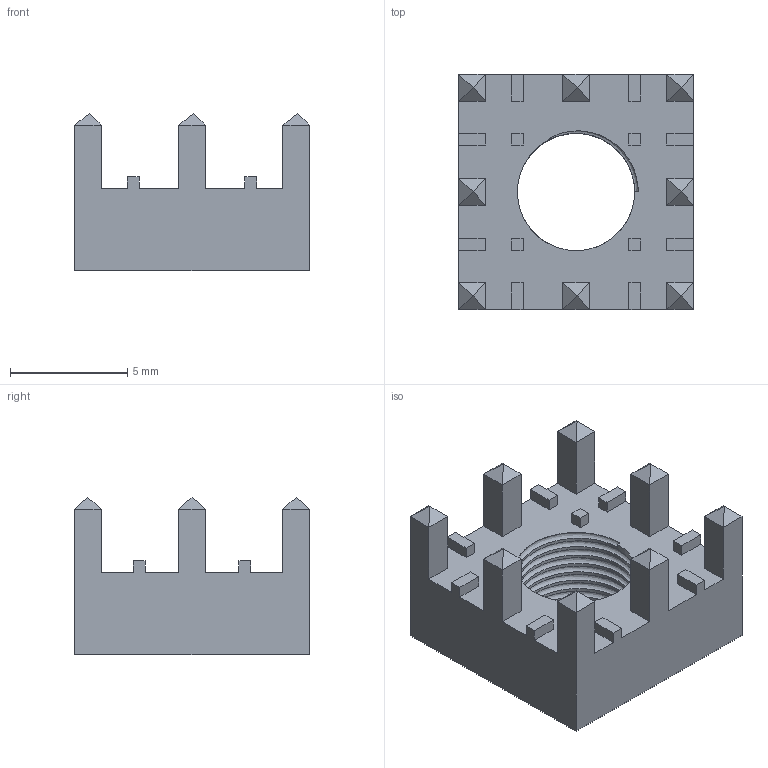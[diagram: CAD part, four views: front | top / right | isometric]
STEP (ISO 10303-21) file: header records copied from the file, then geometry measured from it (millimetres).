
FILE_DESCRIPTION(/* description */ (''),/* implementation_level */ '2;1');
FILE_NAME(/* name */ 'Assembly3.stp',/* time_stamp */ '2019-09-20T23:00:50+02:00',/* author */ ('BMT'),/* organization */ (''),/* preprocessor_version */ 'ST-DEVELOPER v16.5',/* originating_system */ 'Autodesk Inventor 2017',/* authorisation */ '');
FILE_SCHEMA (('AUTOMOTIVE_DESIGN { 1 0 10303 214 3 1 1 }'));
Length unit declared in the file: millimetre
Products named in the file (3): Assembly3; Part6; Wurth Electronics logo___ (1)
Assembly tree (2 placements, depth 2):
  Assembly3
    Part6
    Wurth Electronics logo___ (1)
Bounding box: 10 x 10 x 6.7 mm (x, y, z)
Volume: 308.8 mm3; surface area: 499.2 mm2
Topology: 11 solids, 11 shells, 216 faces, 530 edges, 340 vertices
Faces by surface type: plane 199, cylinder 16, bspline 1
Full cylindrical faces by diameter (mm): 0.15 x5
Entity records: 8494 total; most frequent: CARTESIAN_POINT 3289, ORIENTED_EDGE 1050, DIRECTION 995, EDGE_CURVE 525, LINE 487, VECTOR 487, VERTEX_POINT 340, AXIS2_PLACEMENT_3D 254
